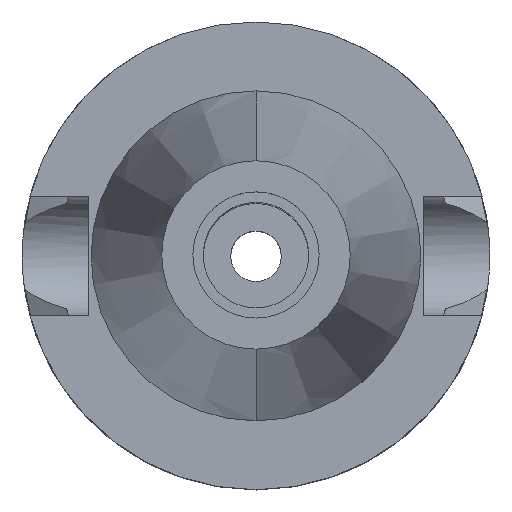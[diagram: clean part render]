
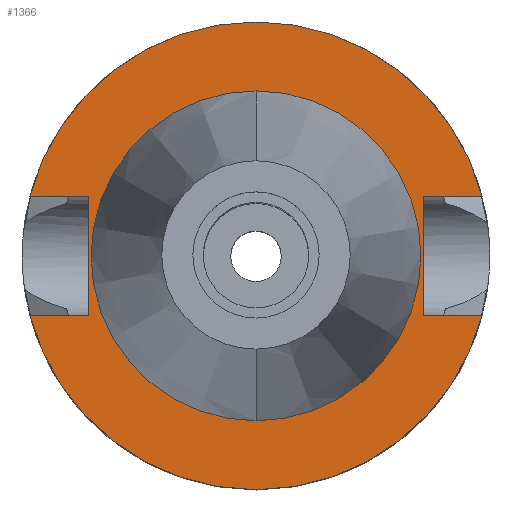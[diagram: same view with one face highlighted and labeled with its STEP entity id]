
A CAD part, top view. The second image highlights one B-rep face of the part: STEP entity #1366.
In plain terms, the highlighted planar face has unit normal (0, 0, 1).
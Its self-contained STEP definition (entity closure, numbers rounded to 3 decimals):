
#94=DIRECTION('',(0.,1.,0.));
#95=VECTOR('',#94,16.1);
#96=CARTESIAN_POINT('',(-22.5,-8.05,-1.));
#97=LINE('',#96,#95);
#101=DIRECTION('',(-1.,0.,0.));
#102=VECTOR('',#101,7.954);
#103=CARTESIAN_POINT('',(-22.5,8.05,-1.));
#104=LINE('',#103,#102);
#108=CARTESIAN_POINT('',(0.,0.,-1.));
#109=DIRECTION('',(0.,0.,-1.));
#110=DIRECTION('',(-0.967,0.256,0.));
#111=AXIS2_PLACEMENT_3D('',#108,#109,#110);
#116=CARTESIAN_POINT('',(0.,0.,-1.));
#117=DIRECTION('',(0.,0.,-1.));
#118=DIRECTION('',(0.,1.,0.));
#119=AXIS2_PLACEMENT_3D('',#116,#117,#118);
#124=DIRECTION('',(0.,-1.,0.));
#125=VECTOR('',#124,16.1);
#126=CARTESIAN_POINT('',(22.5,8.05,-1.));
#127=LINE('',#126,#125);
#131=DIRECTION('',(1.,0.,0.));
#132=VECTOR('',#131,7.954);
#133=CARTESIAN_POINT('',(22.5,-8.05,-1.));
#134=LINE('',#133,#132);
#138=CARTESIAN_POINT('',(0.,0.,-1.));
#139=DIRECTION('',(0.,0.,-1.));
#140=DIRECTION('',(0.967,-0.256,0.));
#141=AXIS2_PLACEMENT_3D('',#138,#139,#140);
#146=CARTESIAN_POINT('',(0.,0.,-1.));
#147=DIRECTION('',(0.,0.,-1.));
#148=DIRECTION('',(0.,-1.,0.));
#149=AXIS2_PLACEMENT_3D('',#146,#147,#148);
#154=CARTESIAN_POINT('',(0.,0.,-1.));
#155=DIRECTION('',(0.,0.,1.));
#156=DIRECTION('',(0.,-1.,0.));
#157=AXIS2_PLACEMENT_3D('',#154,#155,#156);
#162=CARTESIAN_POINT('',(0.,0.,-1.));
#163=DIRECTION('',(0.,0.,1.));
#164=DIRECTION('',(0.,1.,0.));
#165=AXIS2_PLACEMENT_3D('',#162,#163,#164);
#200=DIRECTION('',(-1.,0.,0.));
#201=VECTOR('',#200,7.954);
#202=CARTESIAN_POINT('',(-22.5,-8.05,-1.));
#203=LINE('',#202,#201);
#337=DIRECTION('',(1.,0.,0.));
#338=VECTOR('',#337,7.954);
#339=CARTESIAN_POINT('',(22.5,8.05,-1.));
#340=LINE('',#339,#338);
#1102=CARTESIAN_POINT('',(0.,22.225,-1.));
#1103=VERTEX_POINT('',#1102);
#1104=CARTESIAN_POINT('',(0.,-22.225,-1.));
#1105=VERTEX_POINT('',#1104);
#1106=CARTESIAN_POINT('',(-22.5,-8.05,-1.));
#1107=CARTESIAN_POINT('',(-22.5,8.05,-1.));
#1108=VERTEX_POINT('',#1106);
#1109=VERTEX_POINT('',#1107);
#1110=CARTESIAN_POINT('',(-30.454,8.05,-1.));
#1111=VERTEX_POINT('',#1110);
#1112=CARTESIAN_POINT('',(0.,31.5,-1.));
#1113=CARTESIAN_POINT('',(30.454,8.05,-1.));
#1114=VERTEX_POINT('',#1112);
#1115=VERTEX_POINT('',#1113);
#1116=CARTESIAN_POINT('',(22.5,8.05,-1.));
#1117=VERTEX_POINT('',#1116);
#1118=CARTESIAN_POINT('',(22.5,-8.05,-1.));
#1119=VERTEX_POINT('',#1118);
#1120=CARTESIAN_POINT('',(30.454,-8.05,-1.));
#1121=VERTEX_POINT('',#1120);
#1122=CARTESIAN_POINT('',(0.,-31.5,-1.));
#1123=CARTESIAN_POINT('',(-30.454,-8.05,-1.));
#1124=VERTEX_POINT('',#1122);
#1125=VERTEX_POINT('',#1123);
#1335=CARTESIAN_POINT('',(0.,0.,-1.));
#1336=DIRECTION('',(0.,0.,1.));
#1337=DIRECTION('',(0.,1.,0.));
#1338=AXIS2_PLACEMENT_3D('',#1335,#1336,#1337);
#1339=PLANE('',#1338);
#1341=ORIENTED_EDGE('',*,*,#1340,.T.);
#1343=ORIENTED_EDGE('',*,*,#1342,.T.);
#1345=ORIENTED_EDGE('',*,*,#1344,.T.);
#1347=ORIENTED_EDGE('',*,*,#1346,.T.);
#1349=ORIENTED_EDGE('',*,*,#1348,.F.);
#1351=ORIENTED_EDGE('',*,*,#1350,.T.);
#1353=ORIENTED_EDGE('',*,*,#1352,.T.);
#1355=ORIENTED_EDGE('',*,*,#1354,.T.);
#1357=ORIENTED_EDGE('',*,*,#1356,.T.);
#1359=ORIENTED_EDGE('',*,*,#1358,.F.);
#1360=EDGE_LOOP('',(#1341,#1343,#1345,#1347,#1349,#1351,#1353,#1355,#1357,
#1359));
#1361=FACE_OUTER_BOUND('',#1360,.F.);
#1362=ORIENTED_EDGE('',*,*,#1314,.T.);
#1363=ORIENTED_EDGE('',*,*,#1330,.T.);
#1364=EDGE_LOOP('',(#1362,#1363));
#1365=FACE_BOUND('',#1364,.F.);
#112=CIRCLE('',#111,31.5);
#120=CIRCLE('',#119,31.5);
#142=CIRCLE('',#141,31.5);
#150=CIRCLE('',#149,31.5);
#158=CIRCLE('',#157,22.225);
#166=CIRCLE('',#165,22.225);
#1314=EDGE_CURVE('',#1105,#1103,#158,.T.);
#1330=EDGE_CURVE('',#1103,#1105,#166,.T.);
#1340=EDGE_CURVE('',#1108,#1109,#97,.T.);
#1342=EDGE_CURVE('',#1109,#1111,#104,.T.);
#1344=EDGE_CURVE('',#1111,#1114,#112,.T.);
#1346=EDGE_CURVE('',#1114,#1115,#120,.T.);
#1348=EDGE_CURVE('',#1117,#1115,#340,.T.);
#1350=EDGE_CURVE('',#1117,#1119,#127,.T.);
#1352=EDGE_CURVE('',#1119,#1121,#134,.T.);
#1354=EDGE_CURVE('',#1121,#1124,#142,.T.);
#1356=EDGE_CURVE('',#1124,#1125,#150,.T.);
#1358=EDGE_CURVE('',#1108,#1125,#203,.T.);
#1366=ADVANCED_FACE('',(#1361,#1365),#1339,.T.);
